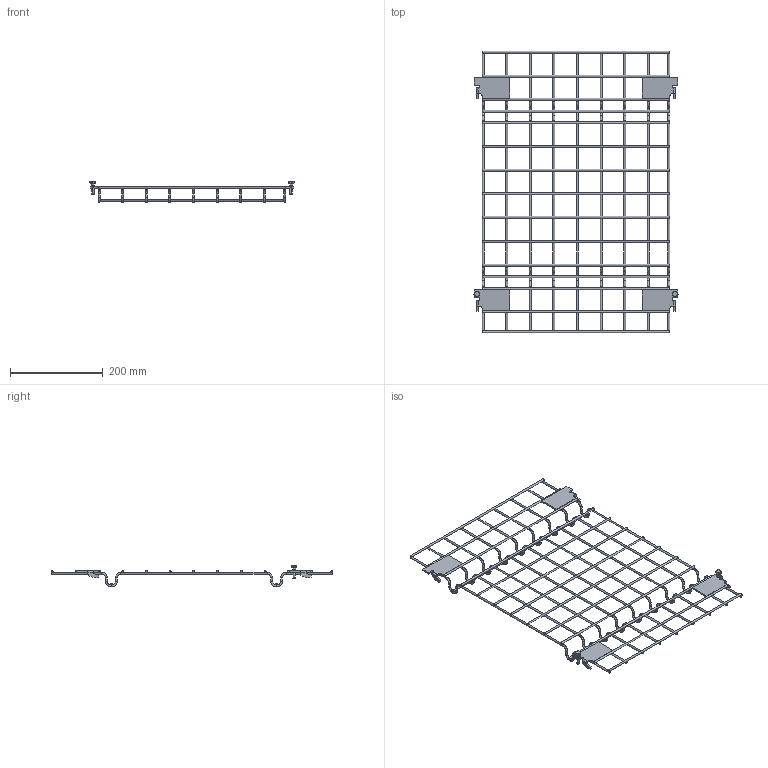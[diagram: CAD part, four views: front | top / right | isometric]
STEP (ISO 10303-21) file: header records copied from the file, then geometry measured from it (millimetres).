
FILE_DESCRIPTION (( 'STEP AP214' ), '1' );
FILE_NAME ('X01624.STEP', '2024-02-23T11:07:56', ( '' ), ( '' ), 'SwSTEP 2.0', 'SolidWorks 2023', '' );
FILE_SCHEMA (( 'AUTOMOTIVE_DESIGN' ));
Length unit declared in the file: inch
Products named in the file (1): X01624
Bounding box: 439.75 x 606.42 x 47.06 mm (x, y, z)
Volume: 203761.3 mm3; surface area: 188761.6 mm2
Topology: 32 solids, 32 shells, 356 faces, 810 edges, 522 vertices
Faces by surface type: cylinder 132, plane 128, bspline 84, cone 12
Full cylindrical faces by diameter (mm): 4.064 x96, 4.763 x2, 5.105 x2, 6.229 x2, 6.35 x2
Entity records: 10642 total; most frequent: CARTESIAN_POINT 3937, DIRECTION 1294, ORIENTED_EDGE 1008, EDGE_LOOP 560, AXIS2_PLACEMENT_3D 545, FACE_OUTER_BOUND 540, EDGE_CURVE 504, VERTEX_POINT 412
